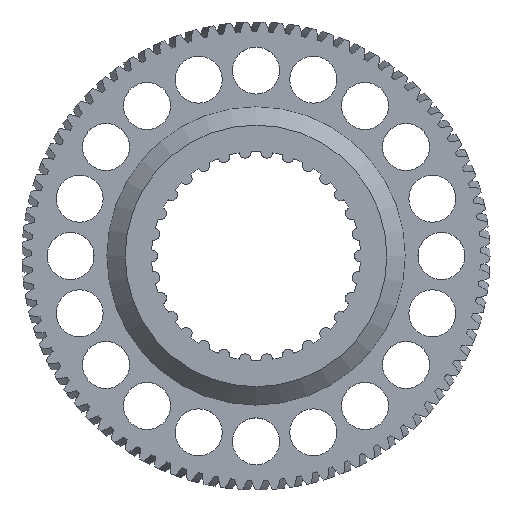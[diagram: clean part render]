
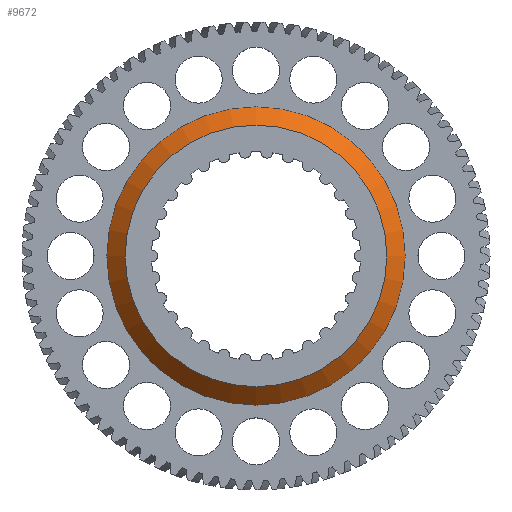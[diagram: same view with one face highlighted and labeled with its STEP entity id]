
A CAD part, top view. The second image highlights one B-rep face of the part: STEP entity #9672.
In plain terms, the highlighted conical face has half-angle 45 degrees and reference radius 53.6 mm.
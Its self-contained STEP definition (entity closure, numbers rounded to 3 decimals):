
#1124=CONICAL_SURFACE('',#10623,53.6,45.);
#1148=FACE_BOUND('',#2028,.T.);
#1458=FACE_OUTER_BOUND('',#2027,.T.);
#2027=EDGE_LOOP('',(#7159));
#2028=EDGE_LOOP('',(#7160));
#2682=CIRCLE('',#10376,50.1);
#2816=CIRCLE('',#10624,57.1);
#3707=VERTEX_POINT('',#13700);
#3750=VERTEX_POINT('',#13991);
#4880=EDGE_CURVE('',#3707,#3707,#2682,.T.);
#5014=EDGE_CURVE('',#3750,#3750,#2816,.T.);
#7159=ORIENTED_EDGE('',*,*,#4880,.F.);
#7160=ORIENTED_EDGE('',*,*,#5014,.T.);
#9672=ADVANCED_FACE('',(#1458,#1148),#1124,.T.);
#10376=AXIS2_PLACEMENT_3D('',#13701,#11784,#11785);
#10623=AXIS2_PLACEMENT_3D('',#13990,#12278,#12279);
#10624=AXIS2_PLACEMENT_3D('',#13992,#12280,#12281);
#11784=DIRECTION('center_axis',(0.,0.,1.));
#11785=DIRECTION('ref_axis',(-1.,0.,0.));
#12278=DIRECTION('center_axis',(0.,0.,-1.));
#12279=DIRECTION('ref_axis',(-1.,0.,0.));
#12280=DIRECTION('center_axis',(0.,0.,1.));
#12281=DIRECTION('ref_axis',(-1.,0.,0.));
#13700=CARTESIAN_POINT('',(50.1,0.,17.));
#13701=CARTESIAN_POINT('Origin',(0.,0.,17.));
#13990=CARTESIAN_POINT('Origin',(0.,0.,13.5));
#13991=CARTESIAN_POINT('',(57.1,0.,10.));
#13992=CARTESIAN_POINT('Origin',(0.,0.,10.));
